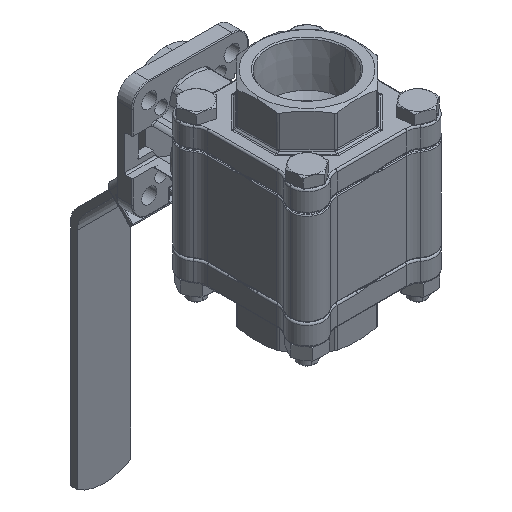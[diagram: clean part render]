
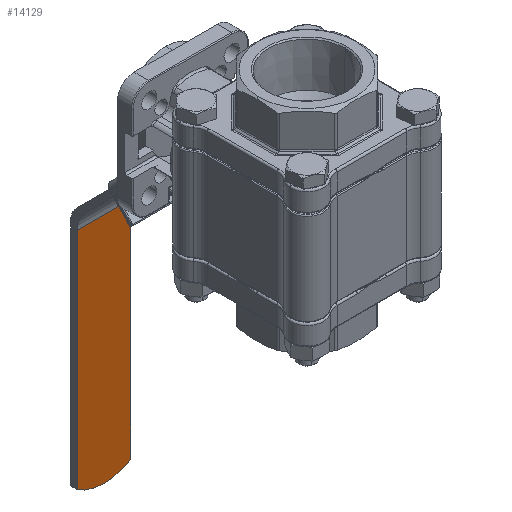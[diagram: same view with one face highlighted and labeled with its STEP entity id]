
A CAD part, isometric view. The second image highlights one B-rep face of the part: STEP entity #14129.
In plain terms, the highlighted planar face has unit normal (0, -1, 0).
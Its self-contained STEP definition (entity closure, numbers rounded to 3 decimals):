
#320 = VERTEX_POINT ( 'NONE', #10480 ) ;
#3365 = FACE_OUTER_BOUND ( 'NONE', #14153, .T. ) ;
#3366 = PLANE ( 'NONE',  #3367 ) ;
#3367 = AXIS2_PLACEMENT_3D ( 'NONE', #3403, #3402, #3401 ) ;
#3369 = CIRCLE ( 'NONE', #3439, 30. ) ;
#3401 = DIRECTION ( 'NONE',  ( -1., 0., 0. ) ) ;
#3402 = DIRECTION ( 'NONE',  ( 0., 1., 0. ) ) ;
#3403 = CARTESIAN_POINT ( 'NONE',  ( 213., 39., 16. ) ) ;
#3436 = DIRECTION ( 'NONE',  ( -1., 0., 0. ) ) ;
#3437 = DIRECTION ( 'NONE',  ( 0., -1., 0. ) ) ;
#3438 = CARTESIAN_POINT ( 'NONE',  ( 183., 39., 0. ) ) ;
#3439 = AXIS2_PLACEMENT_3D ( 'NONE', #3438, #3437, #3436 ) ;
#3537 = DIRECTION ( 'NONE',  ( 0., 0., -1. ) ) ;
#3538 = VECTOR ( 'NONE', #3537, 1000. ) ;
#3539 = CARTESIAN_POINT ( 'NONE',  ( 73.213, 39., 16. ) ) ;
#3540 = LINE ( 'NONE', #3539, #3538 ) ;
#9952 = VERTEX_POINT ( 'NONE', #19836 ) ;
#9955 = VERTEX_POINT ( 'NONE', #19834 ) ;
#10480 = CARTESIAN_POINT ( 'NONE',  ( 73.213, 39., -16. ) ) ;
#12595 = CARTESIAN_POINT ( 'NONE',  ( 208.377, 39., -16. ) ) ;
#12627 = DIRECTION ( 'NONE',  ( 1., 0., 0. ) ) ;
#12628 = VECTOR ( 'NONE', #12627, 1000. ) ;
#12629 = CARTESIAN_POINT ( 'NONE',  ( 213., 39., -16. ) ) ;
#12630 = LINE ( 'NONE', #12629, #12628 ) ;
#13620 = EDGE_CURVE ( 'NONE', #9952, #9955, #20971, .T. ) ;
#14027 = ORIENTED_EDGE ( 'NONE', *, *, #14139, .T. ) ;
#14112 = ORIENTED_EDGE ( 'NONE', *, *, #17580, .T. ) ;
#14129 = ADVANCED_FACE ( 'NONE', ( #3365 ), #3366, .F. ) ;
#14139 = EDGE_CURVE ( 'NONE', #16830, #9955, #3369, .T. ) ;
#14141 = ORIENTED_EDGE ( 'NONE', *, *, #13620, .F. ) ;
#14149 = ORIENTED_EDGE ( 'NONE', *, *, #14203, .T. ) ;
#14153 = EDGE_LOOP ( 'NONE', ( #14112, #14027, #14141, #14149 ) ) ;
#14203 = EDGE_CURVE ( 'NONE', #9952, #320, #3540, .T. ) ;
#16830 = VERTEX_POINT ( 'NONE', #12595 ) ;
#17580 = EDGE_CURVE ( 'NONE', #320, #16830, #12630, .T. ) ;
#19834 = CARTESIAN_POINT ( 'NONE',  ( 208.377, 39., 16. ) ) ;
#19836 = CARTESIAN_POINT ( 'NONE',  ( 73.213, 39., 16. ) ) ;
#20968 = DIRECTION ( 'NONE',  ( 1., 0., 0. ) ) ;
#20969 = VECTOR ( 'NONE', #20968, 1000. ) ;
#20970 = CARTESIAN_POINT ( 'NONE',  ( 213., 39., 16. ) ) ;
#20971 = LINE ( 'NONE', #20970, #20969 ) ;
